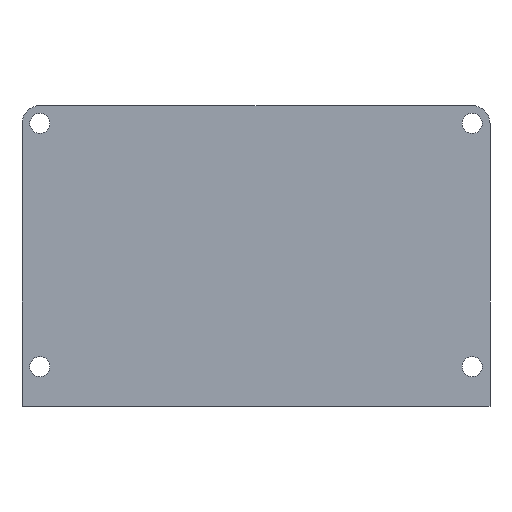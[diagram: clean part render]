
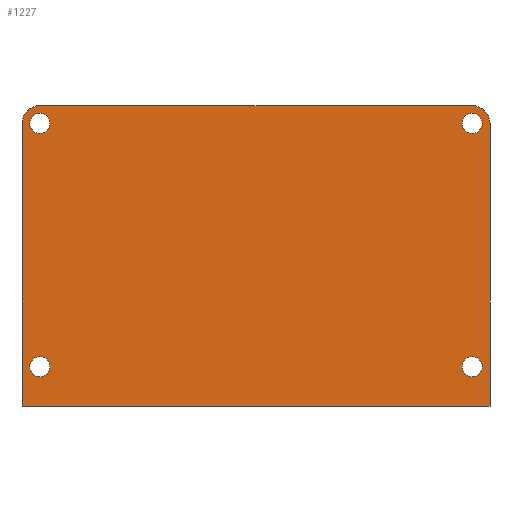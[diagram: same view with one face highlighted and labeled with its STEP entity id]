
A CAD part, front view. The second image highlights one B-rep face of the part: STEP entity #1227.
In plain terms, the highlighted planar face has unit normal (0, -1, 0).
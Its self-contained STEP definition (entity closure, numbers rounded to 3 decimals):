
#45=FACE_BOUND('',#135,.T.);
#46=FACE_BOUND('',#136,.T.);
#47=FACE_BOUND('',#137,.T.);
#48=FACE_BOUND('',#138,.T.);
#63=FACE_OUTER_BOUND('',#134,.T.);
#134=EDGE_LOOP('',(#822,#823,#824,#825,#826,#827));
#135=EDGE_LOOP('',(#828));
#136=EDGE_LOOP('',(#829));
#137=EDGE_LOOP('',(#830));
#138=EDGE_LOOP('',(#831));
#223=CIRCLE('',#1313,3.);
#224=CIRCLE('',#1314,3.);
#225=CIRCLE('',#1315,1.7);
#226=CIRCLE('',#1316,1.7);
#227=CIRCLE('',#1317,1.7);
#228=CIRCLE('',#1318,1.7);
#267=LINE('',#1810,#396);
#268=LINE('',#1814,#397);
#269=LINE('',#1816,#398);
#270=LINE('',#1818,#399);
#396=VECTOR('',#1437,10.);
#397=VECTOR('',#1440,10.);
#398=VECTOR('',#1441,10.);
#399=VECTOR('',#1442,10.);
#525=VERTEX_POINT('',#1808);
#526=VERTEX_POINT('',#1809);
#527=VERTEX_POINT('',#1811);
#528=VERTEX_POINT('',#1813);
#529=VERTEX_POINT('',#1815);
#530=VERTEX_POINT('',#1817);
#531=VERTEX_POINT('',#1820);
#532=VERTEX_POINT('',#1822);
#533=VERTEX_POINT('',#1824);
#534=VERTEX_POINT('',#1826);
#643=EDGE_CURVE('',#525,#526,#267,.T.);
#644=EDGE_CURVE('',#527,#525,#223,.T.);
#645=EDGE_CURVE('',#528,#527,#268,.T.);
#646=EDGE_CURVE('',#529,#528,#269,.T.);
#647=EDGE_CURVE('',#530,#529,#270,.T.);
#648=EDGE_CURVE('',#526,#530,#224,.T.);
#649=EDGE_CURVE('',#531,#531,#225,.T.);
#650=EDGE_CURVE('',#532,#532,#226,.T.);
#651=EDGE_CURVE('',#533,#533,#227,.T.);
#652=EDGE_CURVE('',#534,#534,#228,.T.);
#822=ORIENTED_EDGE('',*,*,#643,.F.);
#823=ORIENTED_EDGE('',*,*,#644,.F.);
#824=ORIENTED_EDGE('',*,*,#645,.F.);
#825=ORIENTED_EDGE('',*,*,#646,.F.);
#826=ORIENTED_EDGE('',*,*,#647,.F.);
#827=ORIENTED_EDGE('',*,*,#648,.F.);
#828=ORIENTED_EDGE('',*,*,#649,.F.);
#829=ORIENTED_EDGE('',*,*,#650,.F.);
#830=ORIENTED_EDGE('',*,*,#651,.F.);
#831=ORIENTED_EDGE('',*,*,#652,.F.);
#1180=PLANE('',#1312);
#1227=ADVANCED_FACE('',(#63,#45,#46,#47,#48),#1180,.F.);
#1312=AXIS2_PLACEMENT_3D('',#1807,#1435,#1436);
#1313=AXIS2_PLACEMENT_3D('',#1812,#1438,#1439);
#1314=AXIS2_PLACEMENT_3D('',#1819,#1443,#1444);
#1315=AXIS2_PLACEMENT_3D('',#1821,#1445,#1446);
#1316=AXIS2_PLACEMENT_3D('',#1823,#1447,#1448);
#1317=AXIS2_PLACEMENT_3D('',#1825,#1449,#1450);
#1318=AXIS2_PLACEMENT_3D('',#1827,#1451,#1452);
#1435=DIRECTION('center_axis',(0.,1.,0.));
#1436=DIRECTION('ref_axis',(1.,0.,0.));
#1437=DIRECTION('',(1.,0.,0.));
#1438=DIRECTION('center_axis',(0.,1.,0.));
#1439=DIRECTION('ref_axis',(1.,0.,0.));
#1440=DIRECTION('',(0.,0.,1.));
#1441=DIRECTION('',(-1.,0.,0.));
#1442=DIRECTION('',(0.,0.,-1.));
#1443=DIRECTION('center_axis',(0.,1.,0.));
#1444=DIRECTION('ref_axis',(1.,0.,0.));
#1445=DIRECTION('center_axis',(0.,-1.,0.));
#1446=DIRECTION('ref_axis',(1.,0.,0.));
#1447=DIRECTION('center_axis',(0.,-1.,0.));
#1448=DIRECTION('ref_axis',(1.,0.,0.));
#1449=DIRECTION('center_axis',(0.,-1.,0.));
#1450=DIRECTION('ref_axis',(1.,0.,0.));
#1451=DIRECTION('center_axis',(0.,-1.,0.));
#1452=DIRECTION('ref_axis',(1.,0.,0.));
#1807=CARTESIAN_POINT('Origin',(0.5,0.2,25.375));
#1808=CARTESIAN_POINT('',(-36.,0.2,50.75));
#1809=CARTESIAN_POINT('',(37.,0.2,50.75));
#1810=CARTESIAN_POINT('',(-17.75,0.2,50.75));
#1811=CARTESIAN_POINT('',(-39.,0.2,47.75));
#1812=CARTESIAN_POINT('Origin',(-36.,0.2,47.75));
#1813=CARTESIAN_POINT('',(-39.,0.2,0.));
#1814=CARTESIAN_POINT('',(-39.,0.2,12.688));
#1815=CARTESIAN_POINT('',(40.,0.2,0.));
#1816=CARTESIAN_POINT('',(20.25,0.2,0.));
#1817=CARTESIAN_POINT('',(40.,0.2,47.75));
#1818=CARTESIAN_POINT('',(40.,0.2,36.563));
#1819=CARTESIAN_POINT('Origin',(37.,0.2,47.75));
#1820=CARTESIAN_POINT('',(-37.7,0.2,47.75));
#1821=CARTESIAN_POINT('Origin',(-36.,0.2,47.75));
#1822=CARTESIAN_POINT('',(35.3,0.2,47.75));
#1823=CARTESIAN_POINT('Origin',(37.,0.2,47.75));
#1824=CARTESIAN_POINT('',(-37.7,0.2,6.7));
#1825=CARTESIAN_POINT('Origin',(-36.,0.2,6.7));
#1826=CARTESIAN_POINT('',(35.3,0.2,6.7));
#1827=CARTESIAN_POINT('Origin',(37.,0.2,6.7));
